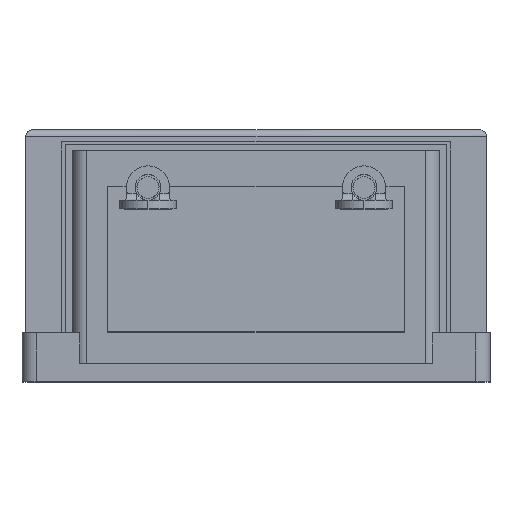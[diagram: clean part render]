
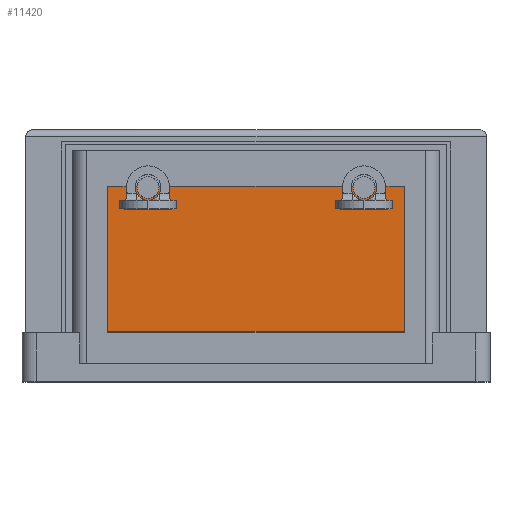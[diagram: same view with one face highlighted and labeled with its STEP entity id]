
A CAD part, top view. The second image highlights one B-rep face of the part: STEP entity #11420.
In plain terms, the highlighted planar face has unit normal (0, 0, 1).
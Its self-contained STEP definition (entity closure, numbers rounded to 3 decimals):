
#103 = CARTESIAN_POINT ( 'NONE',  ( -195.218, 15.534, 34. ) ) ;
#378 = VERTEX_POINT ( 'NONE', #3517 ) ;
#483 = DIRECTION ( 'NONE',  ( 0., 0., 1. ) ) ;
#529 = DIRECTION ( 'NONE',  ( 1., 0., 0. ) ) ;
#597 = ORIENTED_EDGE ( 'NONE', *, *, #12795, .F. ) ;
#721 = CIRCLE ( 'NONE', #7848, 1.5 ) ;
#748 = LINE ( 'NONE', #2662, #1049 ) ;
#912 = CARTESIAN_POINT ( 'NONE',  ( -230.818, -4.466, 34. ) ) ;
#1049 = VECTOR ( 'NONE', #5667, 1000. ) ;
#1068 = CARTESIAN_POINT ( 'NONE',  ( -193.731, 15.734, 34. ) ) ;
#1110 = CARTESIAN_POINT ( 'NONE',  ( -225.218, 15.534, 34. ) ) ;
#1126 = DIRECTION ( 'NONE',  ( 1., 0., 0. ) ) ;
#1247 = VERTEX_POINT ( 'NONE', #912 ) ;
#1268 = AXIS2_PLACEMENT_3D ( 'NONE', #9107, #3102, #10111 ) ;
#1391 = CARTESIAN_POINT ( 'NONE',  ( -195.218, 15.534, 34. ) ) ;
#1444 = EDGE_CURVE ( 'NONE', #4085, #2481, #6067, .T. ) ;
#1807 = CARTESIAN_POINT ( 'NONE',  ( -189.618, 15.734, 34. ) ) ;
#1830 = CIRCLE ( 'NONE', #2287, 1.5 ) ;
#1891 = AXIS2_PLACEMENT_3D ( 'NONE', #1110, #8114, #2112 ) ;
#2082 = CARTESIAN_POINT ( 'NONE',  ( -189.618, -4.466, 34. ) ) ;
#2112 = DIRECTION ( 'NONE',  ( 1., 0., 0. ) ) ;
#2287 = AXIS2_PLACEMENT_3D ( 'NONE', #6489, #483, #7489 ) ;
#2366 = PLANE ( 'NONE',  #8513 ) ;
#2396 = DIRECTION ( 'NONE',  ( 1., 0., 0. ) ) ;
#2481 = VERTEX_POINT ( 'NONE', #5384 ) ;
#2555 = CARTESIAN_POINT ( 'NONE',  ( -189.618, 15.734, 34. ) ) ;
#2662 = CARTESIAN_POINT ( 'NONE',  ( -230.818, 15.734, 34. ) ) ;
#2841 = EDGE_CURVE ( 'NONE', #3562, #378, #10162, .T. ) ;
#2860 = ORIENTED_EDGE ( 'NONE', *, *, #10014, .T. ) ;
#2942 = ORIENTED_EDGE ( 'NONE', *, *, #11429, .F. ) ;
#3044 = VERTEX_POINT ( 'NONE', #8395 ) ;
#3089 = VECTOR ( 'NONE', #6698, 1000. ) ;
#3102 = DIRECTION ( 'NONE',  ( 0., 0., 1. ) ) ;
#3167 = EDGE_CURVE ( 'NONE', #8244, #12798, #748, .T. ) ;
#3184 = EDGE_CURVE ( 'NONE', #8599, #2481, #5779, .T. ) ;
#3300 = ORIENTED_EDGE ( 'NONE', *, *, #2841, .F. ) ;
#3393 = FACE_OUTER_BOUND ( 'NONE', #4222, .T. ) ;
#3416 = DIRECTION ( 'NONE',  ( 0., -1., 0. ) ) ;
#3517 = CARTESIAN_POINT ( 'NONE',  ( -226.718, 15.534, 34. ) ) ;
#3562 = VERTEX_POINT ( 'NONE', #12109 ) ;
#3677 = CARTESIAN_POINT ( 'NONE',  ( -230.818, 15.734, 34. ) ) ;
#3821 = EDGE_CURVE ( 'NONE', #8599, #4943, #1830, .T. ) ;
#4085 = VERTEX_POINT ( 'NONE', #13023 ) ;
#4222 = EDGE_LOOP ( 'NONE', ( #12925, #8475, #11198, #597, #3300, #2860, #7199, #4883, #10430, #5185, #4745, #2942 ) ) ;
#4349 = CARTESIAN_POINT ( 'NONE',  ( -230.818, 15.734, 34. ) ) ;
#4393 = DIRECTION ( 'NONE',  ( 0., 0., 1. ) ) ;
#4719 = VECTOR ( 'NONE', #13036, 1000. ) ;
#4745 = ORIENTED_EDGE ( 'NONE', *, *, #7534, .F. ) ;
#4883 = ORIENTED_EDGE ( 'NONE', *, *, #10568, .F. ) ;
#4943 = VERTEX_POINT ( 'NONE', #11597 ) ;
#5185 = ORIENTED_EDGE ( 'NONE', *, *, #3167, .T. ) ;
#5384 = CARTESIAN_POINT ( 'NONE',  ( -223.731, 15.734, 34. ) ) ;
#5667 = DIRECTION ( 'NONE',  ( -1., 0., 0. ) ) ;
#5756 = VECTOR ( 'NONE', #3416, 1000. ) ;
#5779 = LINE ( 'NONE', #3677, #3089 ) ;
#6013 = CARTESIAN_POINT ( 'NONE',  ( -230.818, 15.734, 34. ) ) ;
#6067 = CIRCLE ( 'NONE', #7013, 1.5 ) ;
#6489 = CARTESIAN_POINT ( 'NONE',  ( -195.218, 15.534, 34. ) ) ;
#6529 = AXIS2_PLACEMENT_3D ( 'NONE', #103, #7114, #1126 ) ;
#6556 = DIRECTION ( 'NONE',  ( 0., 0., 1. ) ) ;
#6698 = DIRECTION ( 'NONE',  ( -1., 0., 0. ) ) ;
#7013 = AXIS2_PLACEMENT_3D ( 'NONE', #12563, #6556, #529 ) ;
#7081 = EDGE_CURVE ( 'NONE', #8244, #11738, #11231, .T. ) ;
#7114 = DIRECTION ( 'NONE',  ( 0., 0., 1. ) ) ;
#7199 = ORIENTED_EDGE ( 'NONE', *, *, #11432, .T. ) ;
#7489 = DIRECTION ( 'NONE',  ( 1., 0., 0. ) ) ;
#7534 = EDGE_CURVE ( 'NONE', #3044, #12798, #9153, .T. ) ;
#7655 = CARTESIAN_POINT ( 'NONE',  ( -196.704, 15.734, 34. ) ) ;
#7809 = DIRECTION ( 'NONE',  ( 0., -1., 0. ) ) ;
#7848 = AXIS2_PLACEMENT_3D ( 'NONE', #1391, #8397, #2396 ) ;
#8114 = DIRECTION ( 'NONE',  ( 0., 0., 1. ) ) ;
#8244 = VERTEX_POINT ( 'NONE', #2555 ) ;
#8351 = CARTESIAN_POINT ( 'NONE',  ( -230.818, 15.734, 34. ) ) ;
#8395 = CARTESIAN_POINT ( 'NONE',  ( -193.718, 15.534, 34. ) ) ;
#8397 = DIRECTION ( 'NONE',  ( 0., 0., 1. ) ) ;
#8398 = LINE ( 'NONE', #4349, #5756 ) ;
#8427 = LINE ( 'NONE', #8970, #10485 ) ;
#8475 = ORIENTED_EDGE ( 'NONE', *, *, #3184, .T. ) ;
#8513 = AXIS2_PLACEMENT_3D ( 'NONE', #8351, #4393, #11399 ) ;
#8552 = VECTOR ( 'NONE', #7809, 1000. ) ;
#8599 = VERTEX_POINT ( 'NONE', #7655 ) ;
#8970 = CARTESIAN_POINT ( 'NONE',  ( -230.818, -4.466, 34. ) ) ;
#9107 = CARTESIAN_POINT ( 'NONE',  ( -225.218, 15.534, 34. ) ) ;
#9153 = CIRCLE ( 'NONE', #6529, 1.5 ) ;
#9294 = CARTESIAN_POINT ( 'NONE',  ( -230.818, 15.734, 34. ) ) ;
#9983 = DIRECTION ( 'NONE',  ( -1., 0., 0. ) ) ;
#10014 = EDGE_CURVE ( 'NONE', #3562, #12966, #12060, .T. ) ;
#10111 = DIRECTION ( 'NONE',  ( 1., 0., 0. ) ) ;
#10162 = CIRCLE ( 'NONE', #1268, 1.5 ) ;
#10430 = ORIENTED_EDGE ( 'NONE', *, *, #7081, .F. ) ;
#10485 = VECTOR ( 'NONE', #9983, 1000. ) ;
#10568 = EDGE_CURVE ( 'NONE', #11738, #1247, #8427, .T. ) ;
#11198 = ORIENTED_EDGE ( 'NONE', *, *, #1444, .F. ) ;
#11231 = LINE ( 'NONE', #1807, #8552 ) ;
#11399 = DIRECTION ( 'NONE',  ( 1., 0., 0. ) ) ;
#11420 = ADVANCED_FACE ( 'NONE', ( #3393 ), #2366, .T. ) ;
#11429 = EDGE_CURVE ( 'NONE', #4943, #3044, #721, .T. ) ;
#11432 = EDGE_CURVE ( 'NONE', #12966, #1247, #8398, .T. ) ;
#11597 = CARTESIAN_POINT ( 'NONE',  ( -196.718, 15.534, 34. ) ) ;
#11738 = VERTEX_POINT ( 'NONE', #2082 ) ;
#12060 = LINE ( 'NONE', #6013, #4719 ) ;
#12109 = CARTESIAN_POINT ( 'NONE',  ( -226.704, 15.734, 34. ) ) ;
#12563 = CARTESIAN_POINT ( 'NONE',  ( -225.218, 15.534, 34. ) ) ;
#12748 = CIRCLE ( 'NONE', #1891, 1.5 ) ;
#12795 = EDGE_CURVE ( 'NONE', #378, #4085, #12748, .T. ) ;
#12798 = VERTEX_POINT ( 'NONE', #1068 ) ;
#12925 = ORIENTED_EDGE ( 'NONE', *, *, #3821, .F. ) ;
#12966 = VERTEX_POINT ( 'NONE', #9294 ) ;
#13023 = CARTESIAN_POINT ( 'NONE',  ( -223.718, 15.534, 34. ) ) ;
#13036 = DIRECTION ( 'NONE',  ( -1., 0., 0. ) ) ;
